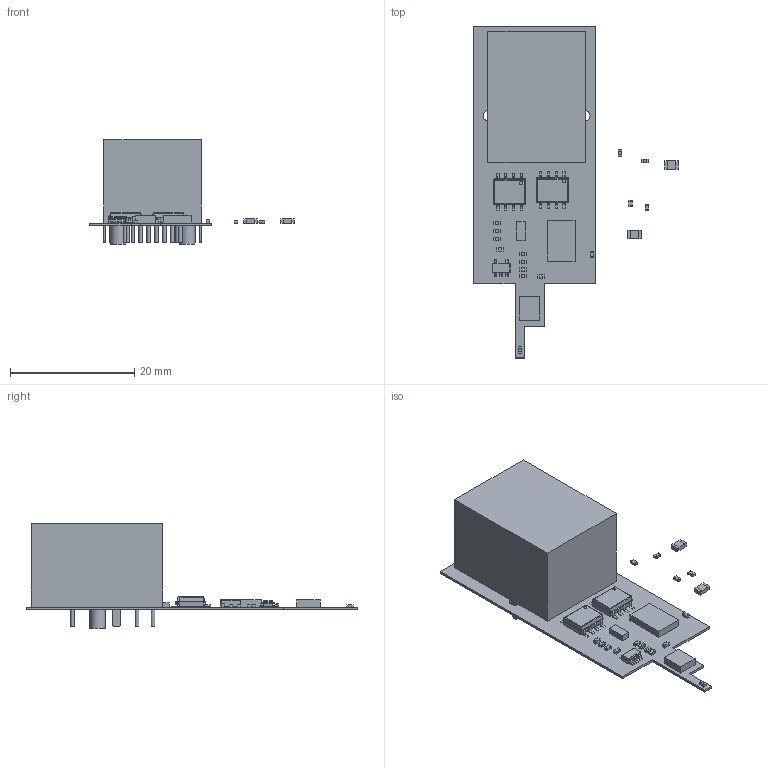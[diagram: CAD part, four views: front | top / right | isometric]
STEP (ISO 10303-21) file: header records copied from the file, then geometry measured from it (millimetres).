
FILE_DESCRIPTION(('Open CASCADE Model'),'2;1');
FILE_NAME('Open CASCADE Shape Model','2020-04-02T18:24:51',('Author'),( 'Open CASCADE'),'Open CASCADE STEP processor 6.8','Open CASCADE 6.8' ,'Unknown');
FILE_SCHEMA(('AUTOMOTIVE_DESIGN { 1 0 10303 214 1 1 1 1 }'));
Length unit declared in the file: millimetre
Products named in the file (66): PCB; Board; Open CASCADE STEP translator 6.8 4.1.1; U5; 6624040880; Open_CASCADE_STEP_translator_6.8_5.1; Body; Open_CASCADE_STEP_translator_6.8_5.2.1; Leader; U4; R13; 6633498608; Extruded; 6633498368; R12; R11; 7610079872; 7610079632; R10; R9; 6633500368; 6633500128; R8; J2; 59??8P8C???_RJ45??_???_??_?21.5mm_RJ45????_v2; R7; 6574791456; 6574790976; R6; Q1; 6574791936; C4; 6574788816; 6574789856; C3; 6574790416; U3; 6633494608; U2; DBV0005AaksMF05A ...
Assembly tree (116 placements, depth 5):
  PCB
    Board
      Open CASCADE STEP translator 6.8 4.1.1
    U5
      6624040880
        Open_CASCADE_STEP_translator_6.8_5.1
        Body
          Open_CASCADE_STEP_translator_6.8_5.2.1
        Leader  x8
    U4
      6624040880
        Open_CASCADE_STEP_translator_6.8_5.1
        Body
          Open_CASCADE_STEP_translator_6.8_5.2.1
        Leader  x8
    R13
      6633498608  x2
        Extruded
      6633498368
        Extruded
    R12
      6633498608  x2
        Extruded
      6633498368
        Extruded
    R11
      7610079872  x2
        Extruded
      7610079632
        Extruded
    R10
      6633498608  x2
        Extruded
      6633498368
        Extruded
    R9
      6633500368  x2
        Extruded
      6633500128
        Extruded
    R8
      7610079872  x2
        Extruded
      7610079632
        Extruded
    J2
      59??8P8C???_RJ45??_???_??_?21.5mm_RJ45????_v2
    R7
      6574791456
        Extruded
      6574790976  x2
        Extruded
    R6
      6574791456
        Extruded
      6574790976  x2
        Extruded
    Q1
      6574791936
        Extruded
Bounding box: 33 x 53.48 x 16.8 mm (x, y, z)
Volume: 2891.1 mm3; surface area: 4788.3 mm2
Topology: 84 solids, 86 shells, 1033 faces, 2156 edges, 1290 vertices
Faces by surface type: plane 787, cylinder 202, sphere 28, bspline 16
Full cylindrical faces by diameter (mm): 0.512 x2, 0.6 x12, 1.1 x12, 1.7 x2, 2.5 x2, 3.2 x2
Entity records: 11699 total; most frequent: CARTESIAN_POINT 2520, DIRECTION 1731, ORIENTED_EDGE 1471, EDGE_CURVE 736, AXIS2_PLACEMENT_3D 596, LINE 539, VECTOR 539, VERTEX_POINT 457
